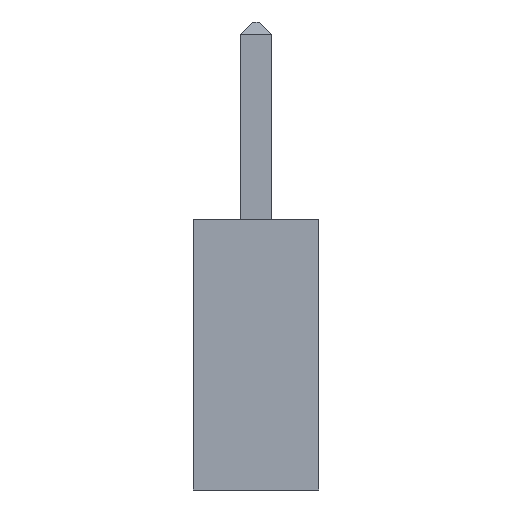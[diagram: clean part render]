
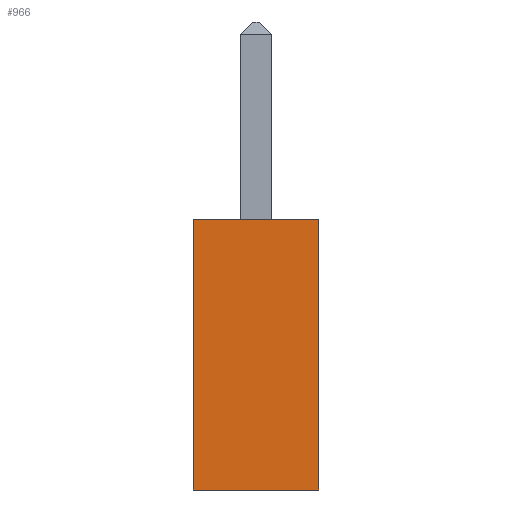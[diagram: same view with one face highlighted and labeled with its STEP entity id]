
A CAD part, left-side view. The second image highlights one B-rep face of the part: STEP entity #966.
In plain terms, the highlighted planar face has unit normal (-1, 0, 0).
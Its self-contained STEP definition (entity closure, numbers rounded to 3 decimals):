
#33 = DIRECTION ( 'NONE',  ( 0., -1., 0. ) ) ;
#94 = EDGE_CURVE ( 'NONE', #474, #141, #884, .T. ) ;
#110 = CARTESIAN_POINT ( 'NONE',  ( -1., 0., 0. ) ) ;
#141 = VERTEX_POINT ( 'NONE', #203 ) ;
#159 = CARTESIAN_POINT ( 'NONE',  ( -1., 0., 4.3 ) ) ;
#203 = CARTESIAN_POINT ( 'NONE',  ( -1., -1., 4.3 ) ) ;
#227 = LINE ( 'NONE', #640, #375 ) ;
#278 = PLANE ( 'NONE',  #1039 ) ;
#375 = VECTOR ( 'NONE', #1259, 1000. ) ;
#474 = VERTEX_POINT ( 'NONE', #1481 ) ;
#532 = DIRECTION ( 'NONE',  ( 0., 0., -1. ) ) ;
#546 = ORIENTED_EDGE ( 'NONE', *, *, #1122, .T. ) ;
#579 = ORIENTED_EDGE ( 'NONE', *, *, #1531, .F. ) ;
#598 = VECTOR ( 'NONE', #33, 1000. ) ;
#640 = CARTESIAN_POINT ( 'NONE',  ( -1., 1., 0. ) ) ;
#674 = LINE ( 'NONE', #1873, #944 ) ;
#723 = CARTESIAN_POINT ( 'NONE',  ( -1., -1., 0. ) ) ;
#749 = EDGE_CURVE ( 'NONE', #141, #1599, #674, .T. ) ;
#884 = LINE ( 'NONE', #159, #598 ) ;
#944 = VECTOR ( 'NONE', #532, 1000. ) ;
#966 = ADVANCED_FACE ( 'NONE', ( #1611 ), #278, .T. ) ;
#1039 = AXIS2_PLACEMENT_3D ( 'NONE', #1062, #1226, #1670 ) ;
#1062 = CARTESIAN_POINT ( 'NONE',  ( -1., -1., 0. ) ) ;
#1104 = ORIENTED_EDGE ( 'NONE', *, *, #94, .F. ) ;
#1122 = EDGE_CURVE ( 'NONE', #1214, #1599, #1575, .T. ) ;
#1126 = VECTOR ( 'NONE', #1265, 1000. ) ;
#1143 = EDGE_LOOP ( 'NONE', ( #546, #1298, #1104, #579 ) ) ;
#1214 = VERTEX_POINT ( 'NONE', #1799 ) ;
#1226 = DIRECTION ( 'NONE',  ( -1., 0., 0. ) ) ;
#1259 = DIRECTION ( 'NONE',  ( 0., 0., 1. ) ) ;
#1265 = DIRECTION ( 'NONE',  ( 0., -1., 0. ) ) ;
#1298 = ORIENTED_EDGE ( 'NONE', *, *, #749, .F. ) ;
#1481 = CARTESIAN_POINT ( 'NONE',  ( -1., 1., 4.3 ) ) ;
#1531 = EDGE_CURVE ( 'NONE', #1214, #474, #227, .T. ) ;
#1575 = LINE ( 'NONE', #110, #1126 ) ;
#1599 = VERTEX_POINT ( 'NONE', #723 ) ;
#1611 = FACE_OUTER_BOUND ( 'NONE', #1143, .T. ) ;
#1670 = DIRECTION ( 'NONE',  ( 0., 0., 1. ) ) ;
#1799 = CARTESIAN_POINT ( 'NONE',  ( -1., 1., 0. ) ) ;
#1873 = CARTESIAN_POINT ( 'NONE',  ( -1., -1., 0. ) ) ;
